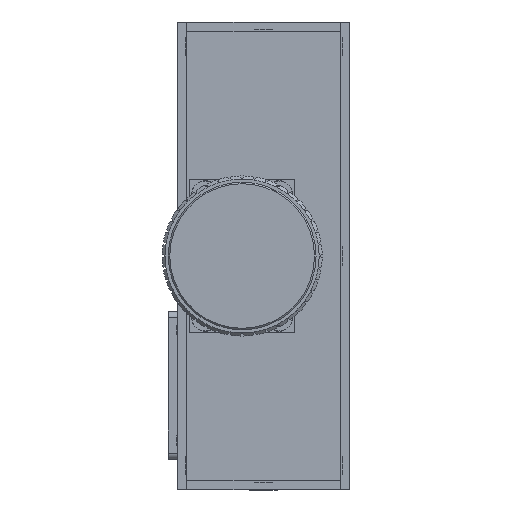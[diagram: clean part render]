
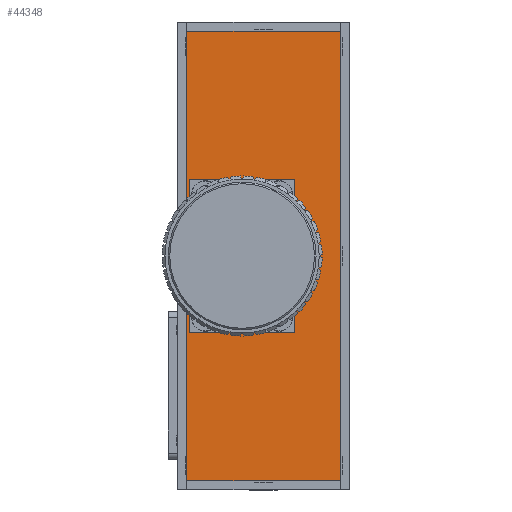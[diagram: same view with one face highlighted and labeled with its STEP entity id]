
A CAD part, left-side view. The second image highlights one B-rep face of the part: STEP entity #44348.
In plain terms, the highlighted planar face has unit normal (-1, 0, 0).
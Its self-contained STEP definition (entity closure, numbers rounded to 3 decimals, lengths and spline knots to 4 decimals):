
#1079 = VERTEX_POINT ( 'NONE', #37714 ) ;
#2726 = ORIENTED_EDGE ( 'NONE', *, *, #63719, .F. ) ;
#3993 = DIRECTION ( 'NONE',  ( 1., 0., 0. ) ) ;
#4077 = VECTOR ( 'NONE', #58308, 39.3701 ) ;
#4588 = DIRECTION ( 'NONE',  ( 0., -1., 0. ) ) ;
#10350 = DIRECTION ( 'NONE',  ( 0., 1., 0. ) ) ;
#10618 = CARTESIAN_POINT ( 'NONE',  ( -3.6614, -0.4921, -1.437 ) ) ;
#10992 = CARTESIAN_POINT ( 'NONE',  ( -3.6614, 0.4921, 1.437 ) ) ;
#11498 = EDGE_CURVE ( 'NONE', #54290, #72978, #42950, .T. ) ;
#12364 = CARTESIAN_POINT ( 'NONE',  ( -3.6614, 0.5512, -1.437 ) ) ;
#12599 = ORIENTED_EDGE ( 'NONE', *, *, #76254, .F. ) ;
#13732 = CARTESIAN_POINT ( 'NONE',  ( -3.6614, -0.1969, 0.4921 ) ) ;
#15933 = DIRECTION ( 'NONE',  ( 0., -1., 0. ) ) ;
#16991 = LINE ( 'NONE', #59316, #45454 ) ;
#17282 = LINE ( 'NONE', #76108, #32592 ) ;
#20547 = ORIENTED_EDGE ( 'NONE', *, *, #11498, .T. ) ;
#21241 = EDGE_CURVE ( 'NONE', #54290, #79957, #17282, .T. ) ;
#21366 = CARTESIAN_POINT ( 'NONE',  ( -3.6614, 0.5512, 1.437 ) ) ;
#22515 = VERTEX_POINT ( 'NONE', #13732 ) ;
#23710 = LINE ( 'NONE', #46078, #25871 ) ;
#24452 = FACE_OUTER_BOUND ( 'NONE', #55017, .T. ) ;
#24994 = VECTOR ( 'NONE', #10350, 39.3701 ) ;
#25834 = VECTOR ( 'NONE', #4588, 39.3701 ) ;
#25871 = VECTOR ( 'NONE', #15933, 39.3701 ) ;
#28672 = CARTESIAN_POINT ( 'NONE',  ( -3.6614, 0.4921, -1.437 ) ) ;
#29193 = CARTESIAN_POINT ( 'NONE',  ( -3.6614, -0.4921, 1.4961 ) ) ;
#30160 = LINE ( 'NONE', #29193, #49190 ) ;
#30646 = DIRECTION ( 'NONE',  ( 0., 0., -1. ) ) ;
#31598 = CARTESIAN_POINT ( 'NONE',  ( -3.6614, -0.4921, 1.437 ) ) ;
#32356 = DIRECTION ( 'NONE',  ( 0., 0., 1. ) ) ;
#32472 = AXIS2_PLACEMENT_3D ( 'NONE', #54094, #3993, #47308 ) ;
#32592 = VECTOR ( 'NONE', #32356, 39.3701 ) ;
#32677 = VERTEX_POINT ( 'NONE', #31598 ) ;
#33527 = EDGE_LOOP ( 'NONE', ( #2726, #67151, #87309, #76573 ) ) ;
#35381 = VECTOR ( 'NONE', #77429, 39.3701 ) ;
#37714 = CARTESIAN_POINT ( 'NONE',  ( -3.6614, -0.1969, -0.4921 ) ) ;
#40496 = FACE_BOUND ( 'NONE', #33527, .T. ) ;
#42950 = LINE ( 'NONE', #12364, #25834 ) ;
#44348 = ADVANCED_FACE ( 'NONE', ( #24452, #40496 ), #85182, .F. ) ;
#45454 = VECTOR ( 'NONE', #74857, 39.3701 ) ;
#46078 = CARTESIAN_POINT ( 'NONE',  ( -3.6614, -0.1969, -0.4921 ) ) ;
#47308 = DIRECTION ( 'NONE',  ( 0., 0., -1. ) ) ;
#48723 = VERTEX_POINT ( 'NONE', #93831 ) ;
#49190 = VECTOR ( 'NONE', #30646, 39.3701 ) ;
#51467 = ORIENTED_EDGE ( 'NONE', *, *, #21241, .F. ) ;
#51615 = EDGE_CURVE ( 'NONE', #48723, #1079, #23710, .T. ) ;
#53033 = EDGE_CURVE ( 'NONE', #1079, #22515, #78381, .T. ) ;
#53611 = LINE ( 'NONE', #68703, #24994 ) ;
#54094 = CARTESIAN_POINT ( 'NONE',  ( -3.6614, 0.5512, 1.4961 ) ) ;
#54290 = VERTEX_POINT ( 'NONE', #28672 ) ;
#55017 = EDGE_LOOP ( 'NONE', ( #12599, #51467, #20547, #56501 ) ) ;
#56501 = ORIENTED_EDGE ( 'NONE', *, *, #95269, .F. ) ;
#58308 = DIRECTION ( 'NONE',  ( 0., -1., 0. ) ) ;
#59316 = CARTESIAN_POINT ( 'NONE',  ( -3.6614, 0.4724, -0.4921 ) ) ;
#63719 = EDGE_CURVE ( 'NONE', #80062, #48723, #16991, .T. ) ;
#64890 = CARTESIAN_POINT ( 'NONE',  ( -3.6614, 0.4724, 0.4921 ) ) ;
#67151 = ORIENTED_EDGE ( 'NONE', *, *, #72293, .F. ) ;
#68703 = CARTESIAN_POINT ( 'NONE',  ( -3.6614, -0.1969, 0.4921 ) ) ;
#72293 = EDGE_CURVE ( 'NONE', #22515, #80062, #53611, .T. ) ;
#72978 = VERTEX_POINT ( 'NONE', #10618 ) ;
#74857 = DIRECTION ( 'NONE',  ( 0., 0., -1. ) ) ;
#76108 = CARTESIAN_POINT ( 'NONE',  ( -3.6614, 0.4921, 1.4961 ) ) ;
#76254 = EDGE_CURVE ( 'NONE', #79957, #32677, #79719, .T. ) ;
#76573 = ORIENTED_EDGE ( 'NONE', *, *, #51615, .F. ) ;
#77429 = DIRECTION ( 'NONE',  ( 0., 0., 1. ) ) ;
#78381 = LINE ( 'NONE', #84701, #35381 ) ;
#79719 = LINE ( 'NONE', #21366, #4077 ) ;
#79957 = VERTEX_POINT ( 'NONE', #10992 ) ;
#80062 = VERTEX_POINT ( 'NONE', #64890 ) ;
#84701 = CARTESIAN_POINT ( 'NONE',  ( -3.6614, -0.1969, -0.4921 ) ) ;
#85182 = PLANE ( 'NONE',  #32472 ) ;
#87309 = ORIENTED_EDGE ( 'NONE', *, *, #53033, .F. ) ;
#93831 = CARTESIAN_POINT ( 'NONE',  ( -3.6614, 0.4724, -0.4921 ) ) ;
#95269 = EDGE_CURVE ( 'NONE', #32677, #72978, #30160, .T. ) ;
